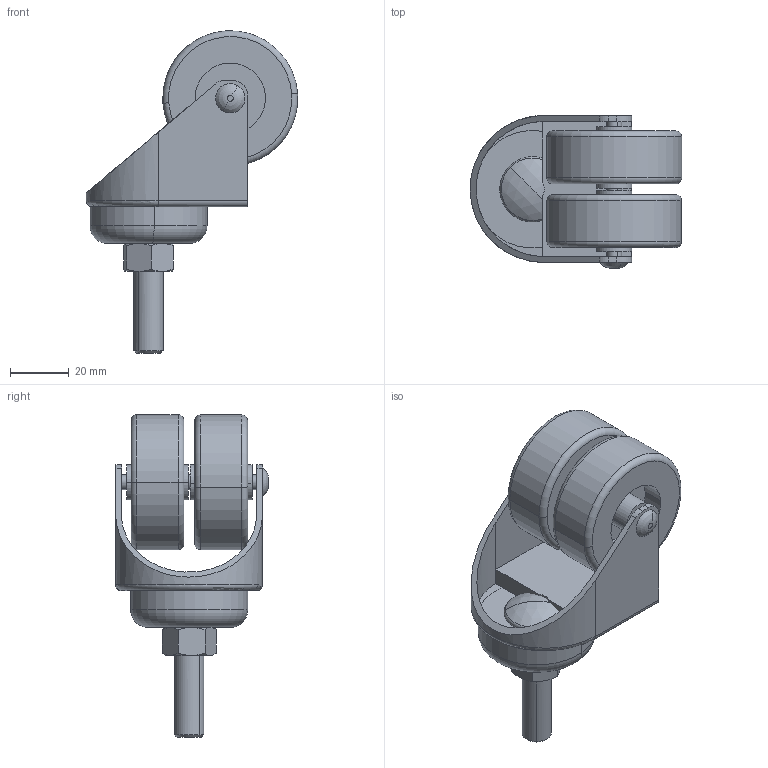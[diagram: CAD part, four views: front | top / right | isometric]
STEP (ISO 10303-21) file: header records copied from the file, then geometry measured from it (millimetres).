
FILE_DESCRIPTION (( 'STEP AP214' ), '1' );
FILE_NAME ('AL-SCtnd25.STEP', '2021-10-19T12:19:17', ( '' ), ( '' ), 'SwSTEP 2.0', 'SolidWorks 2021', '' );
FILE_SCHEMA (( 'AUTOMOTIVE_DESIGN' ));
Length unit declared in the file: millimetre
Products named in the file (4): hex nut gradec_iso_ISO - 4034 - M10 - N; AL-SCtnd25; AL-SChnd25; square neck bolt 02_iso_ISO 8678-M10x50-43-N
Assembly tree (3 placements, depth 2):
  AL-SCtnd25
    square neck bolt 02_iso_ISO 8678-M10x50-43-N
    hex nut gradec_iso_ISO - 4034 - M10 - N
    AL-SChnd25
Bounding box: 72.08 x 52.1 x 109.88 mm (x, y, z)
Volume: 85525.5 mm3; surface area: 35576.8 mm2
Topology: 7 solids, 7 shells, 167 faces, 382 edges, 230 vertices
Faces by surface type: cylinder 59, plane 48, torus 27, cone 23, bspline 8, sphere 2
Entity records: 5579 total; most frequent: CARTESIAN_POINT 1473, DIRECTION 831, ORIENTED_EDGE 748, EDGE_CURVE 374, AXIS2_PLACEMENT_3D 356, VERTEX_POINT 230, CIRCLE 191, EDGE_LOOP 190
